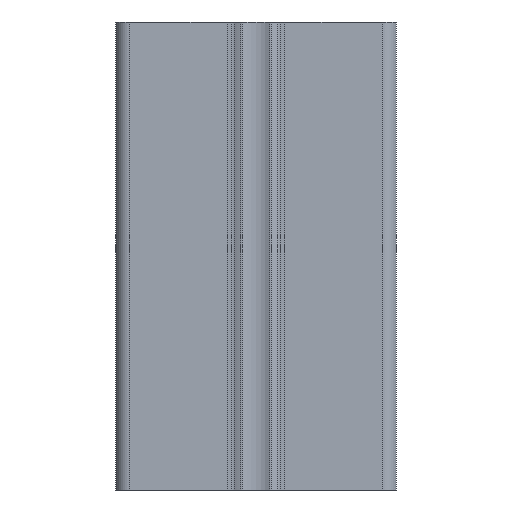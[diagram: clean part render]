
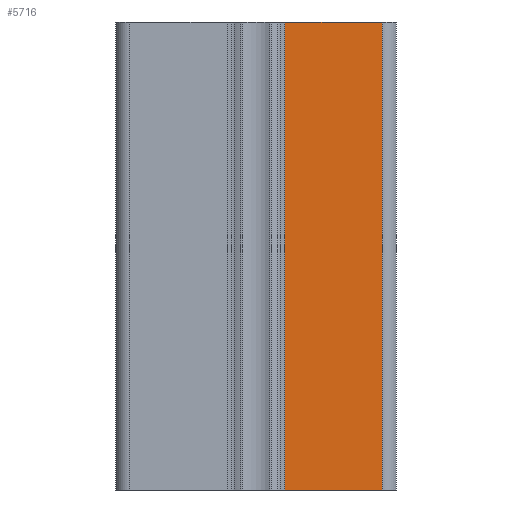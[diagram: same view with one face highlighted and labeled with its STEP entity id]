
A CAD part, front view. The second image highlights one B-rep face of the part: STEP entity #5716.
In plain terms, the highlighted planar face has unit normal (0, -1, 0).
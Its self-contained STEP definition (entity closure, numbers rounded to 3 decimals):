
#732=FACE_OUTER_BOUND('',#1022,.T.);
#1022=EDGE_LOOP('',(#4515,#4516,#4517,#4518));
#1514=LINE('',#9482,#2058);
#1515=LINE('',#9485,#2059);
#1516=LINE('',#9487,#2060);
#1517=LINE('',#9488,#2061);
#2058=VECTOR('',#7750,100.);
#2059=VECTOR('',#7753,20.85);
#2060=VECTOR('',#7754,20.85);
#2061=VECTOR('',#7755,100.);
#2637=VERTEX_POINT('',#9478);
#2638=VERTEX_POINT('',#9480);
#2639=VERTEX_POINT('',#9484);
#2640=VERTEX_POINT('',#9486);
#3432=EDGE_CURVE('',#2637,#2638,#1514,.T.);
#3433=EDGE_CURVE('',#2639,#2637,#1515,.T.);
#3434=EDGE_CURVE('',#2640,#2638,#1516,.T.);
#3435=EDGE_CURVE('',#2639,#2640,#1517,.T.);
#4515=ORIENTED_EDGE('',*,*,#3433,.T.);
#4516=ORIENTED_EDGE('',*,*,#3432,.T.);
#4517=ORIENTED_EDGE('',*,*,#3434,.F.);
#4518=ORIENTED_EDGE('',*,*,#3435,.F.);
#5459=PLANE('',#6262);
#5716=ADVANCED_FACE('',(#732),#5459,.T.);
#6262=AXIS2_PLACEMENT_3D('',#9483,#7751,#7752);
#7750=DIRECTION('',(0.,0.,1.));
#7751=DIRECTION('center_axis',(0.,-1.,0.));
#7752=DIRECTION('ref_axis',(1.,0.,0.));
#7753=DIRECTION('',(1.,0.,0.));
#7754=DIRECTION('',(1.,0.,0.));
#7755=DIRECTION('',(0.,0.,1.));
#9478=CARTESIAN_POINT('',(27.,-30.,0.));
#9480=CARTESIAN_POINT('',(27.,-30.,100.));
#9482=CARTESIAN_POINT('',(27.,-30.,0.));
#9483=CARTESIAN_POINT('Origin',(6.15,-30.,0.));
#9484=CARTESIAN_POINT('',(6.15,-30.,0.));
#9485=CARTESIAN_POINT('',(6.15,-30.,0.));
#9486=CARTESIAN_POINT('',(6.15,-30.,100.));
#9487=CARTESIAN_POINT('',(6.15,-30.,100.));
#9488=CARTESIAN_POINT('',(6.15,-30.,0.));
